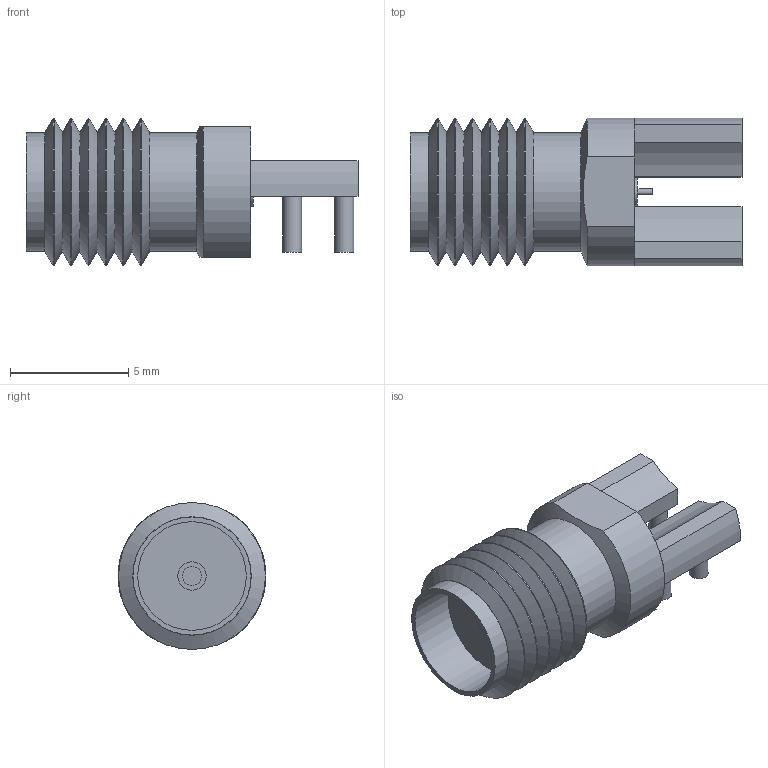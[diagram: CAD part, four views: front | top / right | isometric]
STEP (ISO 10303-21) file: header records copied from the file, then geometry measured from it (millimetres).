
FILE_DESCRIPTION(/* description */ (''),/* implementation_level */ '2;1');
FILE_NAME(/* name */ 'CINCH_142-0761-881.stp',/* time_stamp */ '2015-04-21T11:51:34+02:00',/* author */ ('admchouv'),/* organization */ (''),/* preprocessor_version */ 'ST-DEVELOPER v15.5',/* originating_system */ 'AutoCAD Mechanical',/* authorisation */ '');
FILE_SCHEMA (('AUTOMOTIVE_DESIGN { 1 0 10303 214 3 1 1 }'));
Length unit declared in the file: millimetre
Products named in the file (1): Product
Bounding box: 14.06 x 6.26 x 6.22 mm (x, y, z)
Volume: 234.5 mm3; surface area: 845.1 mm2
Topology: 13 solids, 13 shells, 74 faces, 127 edges, 80 vertices
Faces by surface type: plane 35, cylinder 26, cone 13
Full cylindrical faces by diameter (mm): 0.254 x1, 0.8 x5, 1.2 x4, 4.6 x2, 5 x2, 6.22 x6
Entity records: 1592 total; most frequent: DIRECTION 298, CARTESIAN_POINT 245, ORIENTED_EDGE 180, AXIS2_PLACEMENT_3D 135, EDGE_LOOP 116, EDGE_CURVE 90, VERTEX_POINT 76, FACE_OUTER_BOUND 74
